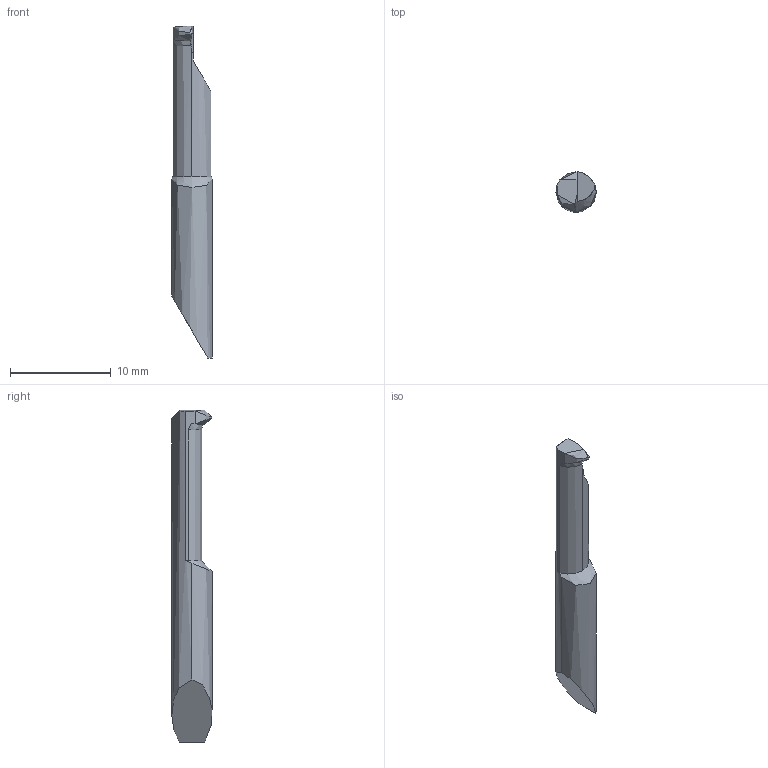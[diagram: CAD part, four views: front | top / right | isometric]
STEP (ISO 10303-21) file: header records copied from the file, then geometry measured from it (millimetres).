
FILE_DESCRIPTION (( 'STEP AP203' ), '1' );
FILE_NAME ('NCGR4R-42.15-15x08 [NCGR04R4215150T].STEP', '2023-06-05T00:38:55', ( '' ), ( '' ), 'SwSTEP 2.0', 'SolidWorks 2018', '' );
FILE_SCHEMA (( 'CONFIG_CONTROL_DESIGN' ));
Length unit declared in the file: millimetre
Products named in the file (1): NCGR4R-42.15-15x08 [NCGR04R4215150T]
Bounding box: 4 x 4 x 32.98 mm (x, y, z)
Volume: 299.1 mm3; surface area: 370.8 mm2
Topology: 1 solids, 1 shells, 25 faces, 65 edges, 40 vertices
Faces by surface type: plane 11, cylinder 6, bspline 5, cone 2, sphere 1
Entity records: 1335 total; most frequent: CARTESIAN_POINT 736, ORIENTED_EDGE 126, DIRECTION 85, EDGE_CURVE 63, VERTEX_POINT 40, AXIS2_PLACEMENT_3D 32, ADVANCED_FACE 25, FACE_OUTER_BOUND 25
